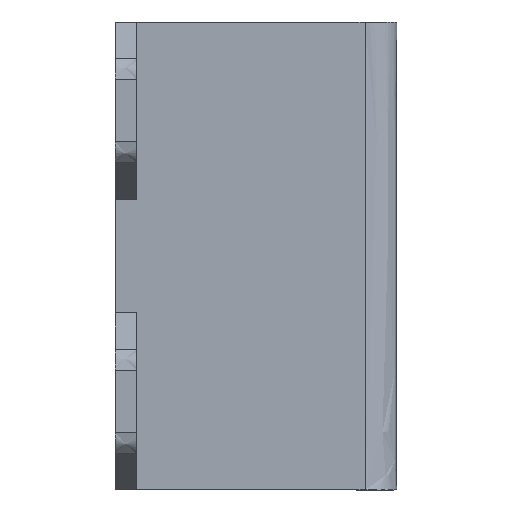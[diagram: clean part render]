
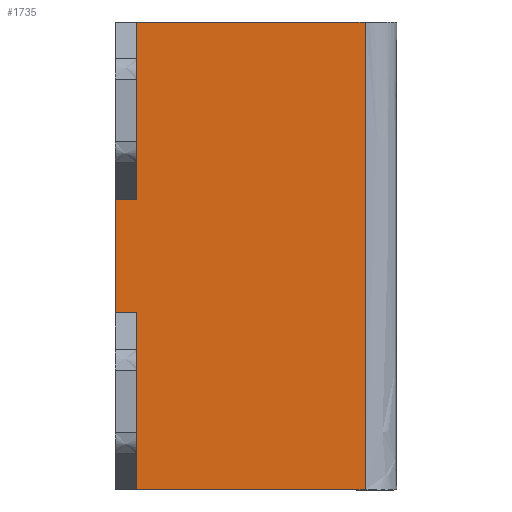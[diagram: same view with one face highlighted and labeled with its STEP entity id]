
A CAD part, left-side view. The second image highlights one B-rep face of the part: STEP entity #1735.
In plain terms, the highlighted planar face has unit normal (-1, 0, 0).
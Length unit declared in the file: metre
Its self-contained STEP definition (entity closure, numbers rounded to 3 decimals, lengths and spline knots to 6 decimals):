
#88 = CARTESIAN_POINT('NONE', (-0.076, 0.049, -0.044));
#89 = VERTEX_POINT('NONE', #88);
#90 = CARTESIAN_POINT('NONE', (-0.076, 0.049, 0.044));
#91 = VERTEX_POINT('NONE', #90);
#128 = CARTESIAN_POINT('NONE', (-0.076, 0.002, -0.044));
#129 = VERTEX_POINT('NONE', #128);
#130 = CARTESIAN_POINT('NONE', (-0.076, 0.002, 0.044));
#131 = VERTEX_POINT('NONE', #130);
#468 = DIRECTION('NONE', (0, 0, 1));
#469 = VECTOR('NONE', #468, 1);
#470 = CARTESIAN_POINT('NONE', (-0.076, 0.049, -0.044));
#471 = LINE('NONE', #470, #469);
#580 = DIRECTION('NONE', (0, 0, 1));
#581 = VECTOR('NONE', #580, 1);
#582 = CARTESIAN_POINT('NONE', (-0.076, 0.002, -0.044));
#583 = LINE('NONE', #582, #581);
#596 = DIRECTION('NONE', (0, -1, 0));
#597 = VECTOR('NONE', #596, 1);
#598 = CARTESIAN_POINT('NONE', (-0.076, 0.049, -0.044));
#599 = LINE('NONE', #598, #597);
#600 = DIRECTION('NONE', (0, 1, 0));
#601 = VECTOR('NONE', #600, 1);
#602 = CARTESIAN_POINT('NONE', (-0.076, 0.002, 0.044));
#603 = LINE('NONE', #602, #601);
#867 = EDGE_CURVE('NONE', #89, #91, #471, .T.);
#895 = EDGE_CURVE('NONE', #129, #131, #583, .T.);
#899 = EDGE_CURVE('NONE', #89, #129, #599, .T.);
#900 = EDGE_CURVE('NONE', #131, #91, #603, .T.);
#1104 = ORIENTED_EDGE('NONE', *, *, #899, .T.);
#1105 = ORIENTED_EDGE('NONE', *, *, #895, .T.);
#1106 = ORIENTED_EDGE('NONE', *, *, #900, .T.);
#1107 = ORIENTED_EDGE('NONE', *, *, #867, .F.);
#1108 = EDGE_LOOP('NONE', (#1104, #1105, #1106, #1107));
#1466 = CARTESIAN_POINT('NONE', (-0.076, 0.0225, -0));
#1467 = DIRECTION('NONE', (-1, -0, 0));
#1468 = AXIS2_PLACEMENT_3D('NONE', #1466, #1467, $);
#1469 = PLANE('NONE', #1468);
#1734 = FACE_OUTER_BOUND('NONE', #1108, .T.);
#1735 = ADVANCED_FACE('NONE', (#1734), #1469, .T.);
